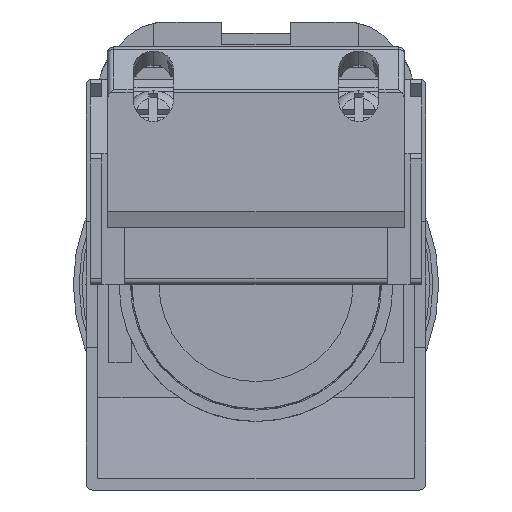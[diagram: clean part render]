
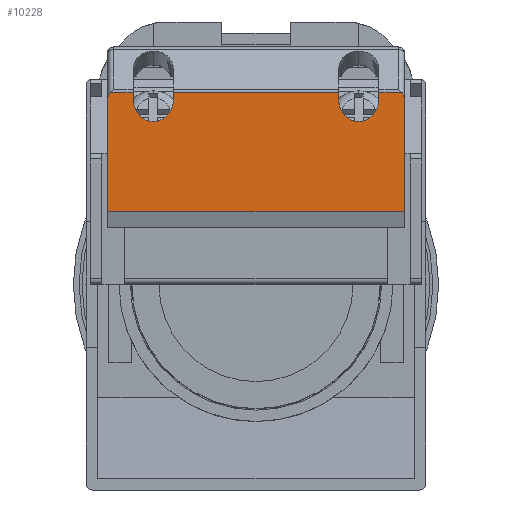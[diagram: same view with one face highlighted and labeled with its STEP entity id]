
A CAD part, front view. The second image highlights one B-rep face of the part: STEP entity #10228.
In plain terms, the highlighted planar face has unit normal (0, -1, 0).
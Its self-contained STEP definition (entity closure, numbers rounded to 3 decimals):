
#339 = CARTESIAN_POINT ( 'NONE',  ( -10.75, -41.5, 6.374 ) ) ;
#365 = EDGE_CURVE ( 'NONE', #5437, #8997, #4096, .T. ) ;
#378 = DIRECTION ( 'NONE',  ( 0., 0., -1. ) ) ;
#403 = VECTOR ( 'NONE', #2280, 1000. ) ;
#475 = EDGE_CURVE ( 'NONE', #1470, #2834, #10204, .T. ) ;
#679 = CARTESIAN_POINT ( 'NONE',  ( -13., -41.5, 6.374 ) ) ;
#697 = ORIENTED_EDGE ( 'NONE', *, *, #11214, .F. ) ;
#741 = VECTOR ( 'NONE', #6443, 1000. ) ;
#955 = CARTESIAN_POINT ( 'NONE',  ( 13., -41.5, 16.86 ) ) ;
#1004 = CARTESIAN_POINT ( 'NONE',  ( 13., -41.5, 16.039 ) ) ;
#1315 = CARTESIAN_POINT ( 'NONE',  ( -12.76, -41.5, 16.86 ) ) ;
#1411 = VECTOR ( 'NONE', #5590, 1000. ) ;
#1470 = VERTEX_POINT ( 'NONE', #7746 ) ;
#1522 = CARTESIAN_POINT ( 'NONE',  ( -13., -41.5, 16.039 ) ) ;
#1770 = DIRECTION ( 'NONE',  ( -1., 0., 0. ) ) ;
#1826 = LINE ( 'NONE', #3509, #10793 ) ;
#1842 = CARTESIAN_POINT ( 'NONE',  ( 7.25, -41.5, 6.374 ) ) ;
#1863 = VERTEX_POINT ( 'NONE', #2207 ) ;
#2012 = LINE ( 'NONE', #339, #6369 ) ;
#2180 = VECTOR ( 'NONE', #9936, 1000. ) ;
#2207 = CARTESIAN_POINT ( 'NONE',  ( -10.75, -41.5, 16.185 ) ) ;
#2276 = CARTESIAN_POINT ( 'NONE',  ( -7.25, -41.5, 16.86 ) ) ;
#2280 = DIRECTION ( 'NONE',  ( 0., 0., 1. ) ) ;
#2336 = CARTESIAN_POINT ( 'NONE',  ( 13., -41.5, 16.382 ) ) ;
#2360 = CARTESIAN_POINT ( 'NONE',  ( -12.76, -41.5, 16.86 ) ) ;
#2460 = PLANE ( 'NONE',  #10763 ) ;
#2536 = EDGE_CURVE ( 'NONE', #7247, #8827, #4988, .T. ) ;
#2834 = VERTEX_POINT ( 'NONE', #1315 ) ;
#2836 = CARTESIAN_POINT ( 'NONE',  ( 10.75, -41.5, 6.374 ) ) ;
#2931 = EDGE_CURVE ( 'NONE', #2834, #4857, #8057, .T. ) ;
#2972 = EDGE_CURVE ( 'NONE', #11143, #5437, #6040, .T. ) ;
#3149 = VERTEX_POINT ( 'NONE', #1004 ) ;
#3213 = ORIENTED_EDGE ( 'NONE', *, *, #2972, .F. ) ;
#3304 = CARTESIAN_POINT ( 'NONE',  ( 7.25, -41.5, 16.185 ) ) ;
#3305 = LINE ( 'NONE', #8163, #741 ) ;
#3415 = VERTEX_POINT ( 'NONE', #9609 ) ;
#3509 = CARTESIAN_POINT ( 'NONE',  ( 13., -41.5, 16.86 ) ) ;
#3588 = EDGE_CURVE ( 'NONE', #3149, #3415, #3305, .T. ) ;
#4096 = LINE ( 'NONE', #2836, #11030 ) ;
#4179 = CARTESIAN_POINT ( 'NONE',  ( 10.75, -41.5, 16.185 ) ) ;
#4207 = DIRECTION ( 'NONE',  ( 0., 0., 1. ) ) ;
#4359 = ORIENTED_EDGE ( 'NONE', *, *, #9122, .T. ) ;
#4430 = FACE_OUTER_BOUND ( 'NONE', #10879, .T. ) ;
#4497 =( BOUNDED_CURVE ( )  B_SPLINE_CURVE ( 3, ( #8395, #2336, #10150, #4945 ),
 .UNSPECIFIED., .F., .F. ) 
 B_SPLINE_CURVE_WITH_KNOTS ( ( 4, 4 ),
 ( 4.712, 5.736 ),
 .UNSPECIFIED. ) 
 CURVE ( )  GEOMETRIC_REPRESENTATION_ITEM ( )  RATIONAL_B_SPLINE_CURVE ( ( 1., 0.915, 0.915, 1. ) ) 
 REPRESENTATION_ITEM ( '' )  );
#4740 = CARTESIAN_POINT ( 'NONE',  ( -13., -41.5, 6.374 ) ) ;
#4857 = VERTEX_POINT ( 'NONE', #5092 ) ;
#4919 = CARTESIAN_POINT ( 'NONE',  ( -7.25, -41.5, 16.185 ) ) ;
#4945 = CARTESIAN_POINT ( 'NONE',  ( 12.76, -41.5, 16.86 ) ) ;
#4988 = LINE ( 'NONE', #5764, #403 ) ;
#5092 = CARTESIAN_POINT ( 'NONE',  ( -13., -41.5, 16.039 ) ) ;
#5109 = CARTESIAN_POINT ( 'NONE',  ( 10.75, -41.5, 16.86 ) ) ;
#5226 = CARTESIAN_POINT ( 'NONE',  ( -7.25, -41.5, 16.185 ) ) ;
#5263 = DIRECTION ( 'NONE',  ( -1., 0., 0. ) ) ;
#5437 = VERTEX_POINT ( 'NONE', #9035 ) ;
#5590 = DIRECTION ( 'NONE',  ( -1., 0., 0. ) ) ;
#5594 = VECTOR ( 'NONE', #10939, 1000. ) ;
#5599 = EDGE_CURVE ( 'NONE', #1863, #7247, #8366, .T. ) ;
#5764 = CARTESIAN_POINT ( 'NONE',  ( -7.25, -41.5, 6.374 ) ) ;
#5981 = EDGE_CURVE ( 'NONE', #4857, #10784, #6802, .T. ) ;
#6040 =( BOUNDED_CURVE ( )  B_SPLINE_CURVE ( 3, ( #3304, #8502, #9375, #4179 ),
 .UNSPECIFIED., .F., .F. ) 
 B_SPLINE_CURVE_WITH_KNOTS ( ( 4, 4 ),
 ( 4.712, 7.854 ),
 .UNSPECIFIED. ) 
 CURVE ( )  GEOMETRIC_REPRESENTATION_ITEM ( )  RATIONAL_B_SPLINE_CURVE ( ( 1., 0.333, 0.333, 1. ) ) 
 REPRESENTATION_ITEM ( '' )  );
#6070 = CARTESIAN_POINT ( 'NONE',  ( 12.76, -41.5, 16.86 ) ) ;
#6317 = LINE ( 'NONE', #9924, #1411 ) ;
#6369 = VECTOR ( 'NONE', #378, 1000. ) ;
#6428 = ORIENTED_EDGE ( 'NONE', *, *, #8659, .F. ) ;
#6443 = DIRECTION ( 'NONE',  ( 0., 0., -1. ) ) ;
#6619 = VECTOR ( 'NONE', #8790, 1000. ) ;
#6654 = CARTESIAN_POINT ( 'NONE',  ( -10.75, -41.5, 12.377 ) ) ;
#6657 = EDGE_CURVE ( 'NONE', #3149, #9051, #4497, .T. ) ;
#6733 = ORIENTED_EDGE ( 'NONE', *, *, #6657, .T. ) ;
#6738 = CARTESIAN_POINT ( 'NONE',  ( -13., -41.5, 16.382 ) ) ;
#6794 = DIRECTION ( 'NONE',  ( 0., 1., 0. ) ) ;
#6802 = LINE ( 'NONE', #4740, #2180 ) ;
#7156 = ORIENTED_EDGE ( 'NONE', *, *, #365, .F. ) ;
#7247 = VERTEX_POINT ( 'NONE', #5226 ) ;
#7746 = CARTESIAN_POINT ( 'NONE',  ( -10.75, -41.5, 16.86 ) ) ;
#7910 = EDGE_CURVE ( 'NONE', #8040, #11143, #9746, .T. ) ;
#8040 = VERTEX_POINT ( 'NONE', #8936 ) ;
#8057 =( BOUNDED_CURVE ( )  B_SPLINE_CURVE ( 3, ( #2360, #10174, #6738, #1522 ),
 .UNSPECIFIED., .F., .F. ) 
 B_SPLINE_CURVE_WITH_KNOTS ( ( 4, 4 ),
 ( 3.689, 4.712 ),
 .UNSPECIFIED. ) 
 CURVE ( )  GEOMETRIC_REPRESENTATION_ITEM ( )  RATIONAL_B_SPLINE_CURVE ( ( 1., 0.915, 0.915, 1. ) ) 
 REPRESENTATION_ITEM ( '' )  );
#8097 = CARTESIAN_POINT ( 'NONE',  ( 7.25, -41.5, 16.185 ) ) ;
#8163 = CARTESIAN_POINT ( 'NONE',  ( 13., -41.5, 6.374 ) ) ;
#8316 = ORIENTED_EDGE ( 'NONE', *, *, #3588, .F. ) ;
#8366 =( BOUNDED_CURVE ( )  B_SPLINE_CURVE ( 3, ( #8370, #6654, #10129, #4919 ),
 .UNSPECIFIED., .F., .F. ) 
 B_SPLINE_CURVE_WITH_KNOTS ( ( 4, 4 ),
 ( 4.712, 7.854 ),
 .UNSPECIFIED. ) 
 CURVE ( )  GEOMETRIC_REPRESENTATION_ITEM ( )  RATIONAL_B_SPLINE_CURVE ( ( 1., 0.333, 0.333, 1. ) ) 
 REPRESENTATION_ITEM ( '' )  );
#8370 = CARTESIAN_POINT ( 'NONE',  ( -10.75, -41.5, 16.185 ) ) ;
#8395 = CARTESIAN_POINT ( 'NONE',  ( 13., -41.5, 16.039 ) ) ;
#8502 = CARTESIAN_POINT ( 'NONE',  ( 7.25, -41.5, 12.377 ) ) ;
#8659 = EDGE_CURVE ( 'NONE', #1470, #1863, #2012, .T. ) ;
#8671 = ORIENTED_EDGE ( 'NONE', *, *, #475, .T. ) ;
#8790 = DIRECTION ( 'NONE',  ( 0., 0., -1. ) ) ;
#8827 = VERTEX_POINT ( 'NONE', #2276 ) ;
#8867 = ORIENTED_EDGE ( 'NONE', *, *, #2931, .T. ) ;
#8930 = LINE ( 'NONE', #955, #10955 ) ;
#8936 = CARTESIAN_POINT ( 'NONE',  ( 7.25, -41.5, 16.86 ) ) ;
#8997 = VERTEX_POINT ( 'NONE', #5109 ) ;
#9035 = CARTESIAN_POINT ( 'NONE',  ( 10.75, -41.5, 16.185 ) ) ;
#9051 = VERTEX_POINT ( 'NONE', #6070 ) ;
#9056 = ORIENTED_EDGE ( 'NONE', *, *, #2536, .F. ) ;
#9122 = EDGE_CURVE ( 'NONE', #9051, #8997, #8930, .T. ) ;
#9135 = ORIENTED_EDGE ( 'NONE', *, *, #10970, .T. ) ;
#9375 = CARTESIAN_POINT ( 'NONE',  ( 10.75, -41.5, 12.377 ) ) ;
#9563 = ORIENTED_EDGE ( 'NONE', *, *, #5981, .T. ) ;
#9609 = CARTESIAN_POINT ( 'NONE',  ( 13., -41.5, 6.374 ) ) ;
#9746 = LINE ( 'NONE', #1842, #6619 ) ;
#9924 = CARTESIAN_POINT ( 'NONE',  ( 13., -41.5, 6.374 ) ) ;
#9936 = DIRECTION ( 'NONE',  ( 0., 0., -1. ) ) ;
#10074 = CARTESIAN_POINT ( 'NONE',  ( 13., -41.5, 16.86 ) ) ;
#10129 = CARTESIAN_POINT ( 'NONE',  ( -7.25, -41.5, 12.377 ) ) ;
#10150 = CARTESIAN_POINT ( 'NONE',  ( 12.913, -41.5, 16.681 ) ) ;
#10174 = CARTESIAN_POINT ( 'NONE',  ( -12.913, -41.5, 16.681 ) ) ;
#10204 = LINE ( 'NONE', #10074, #5594 ) ;
#10228 = ADVANCED_FACE ( 'NONE', ( #4430 ), #2460, .F. ) ;
#10309 = ORIENTED_EDGE ( 'NONE', *, *, #5599, .F. ) ;
#10613 = DIRECTION ( 'NONE',  ( 0., 0., 1. ) ) ;
#10700 = ORIENTED_EDGE ( 'NONE', *, *, #7910, .F. ) ;
#10763 = AXIS2_PLACEMENT_3D ( 'NONE', #11111, #6794, #4207 ) ;
#10784 = VERTEX_POINT ( 'NONE', #679 ) ;
#10793 = VECTOR ( 'NONE', #1770, 1000. ) ;
#10879 = EDGE_LOOP ( 'NONE', ( #10700, #9135, #9056, #10309, #6428, #8671, #8867, #9563, #697, #8316, #6733, #4359, #7156, #3213 ) ) ;
#10939 = DIRECTION ( 'NONE',  ( -1., 0., 0. ) ) ;
#10955 = VECTOR ( 'NONE', #5263, 1000. ) ;
#10970 = EDGE_CURVE ( 'NONE', #8040, #8827, #1826, .T. ) ;
#11030 = VECTOR ( 'NONE', #10613, 1000. ) ;
#11111 = CARTESIAN_POINT ( 'NONE',  ( 13., -41.5, 6.374 ) ) ;
#11143 = VERTEX_POINT ( 'NONE', #8097 ) ;
#11214 = EDGE_CURVE ( 'NONE', #3415, #10784, #6317, .T. ) ;
